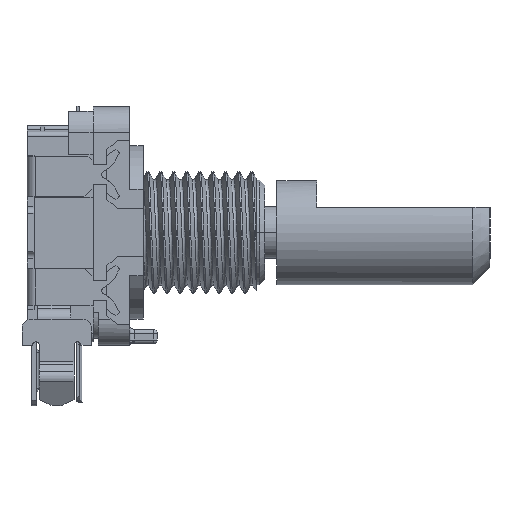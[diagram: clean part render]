
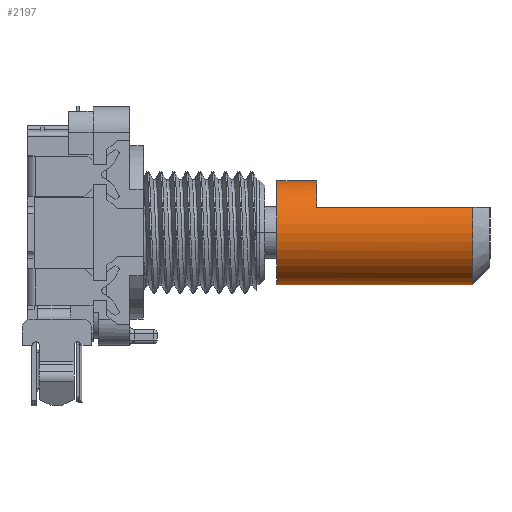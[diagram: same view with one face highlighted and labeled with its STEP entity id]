
A CAD part, left-side view. The second image highlights one B-rep face of the part: STEP entity #2197.
In plain terms, the highlighted cylindrical face has radius 3 mm (diameter 6 mm), a partial arc.
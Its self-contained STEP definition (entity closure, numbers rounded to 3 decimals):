
#431 = DIRECTION ( 'NONE',  ( 0., 0., -1. ) ) ;
#1352 = CARTESIAN_POINT ( 'NONE',  ( 0., -25.3, -6.5 ) ) ;
#2104 = AXIS2_PLACEMENT_3D ( 'NONE', #26686, #13593, #431 ) ;
#2148 = VECTOR ( 'NONE', #20911, 1000. ) ;
#2197 = ADVANCED_FACE ( 'NONE', ( #17630 ), #9175, .T. ) ;
#3581 = EDGE_CURVE ( 'NONE', #8492, #17346, #11951, .T. ) ;
#3625 = DIRECTION ( 'NONE',  ( 0., 0., 1. ) ) ;
#3656 = CARTESIAN_POINT ( 'NONE',  ( 0., -16.3, -9.5 ) ) ;
#3774 = DIRECTION ( 'NONE',  ( 0., 1., 0. ) ) ;
#5465 = DIRECTION ( 'NONE',  ( 0., -1., 0. ) ) ;
#5933 = CIRCLE ( 'NONE', #22711, 3. ) ;
#6629 = ORIENTED_EDGE ( 'NONE', *, *, #8037, .T. ) ;
#6958 = CARTESIAN_POINT ( 'NONE',  ( 0., -12., -6.5 ) ) ;
#7930 = VERTEX_POINT ( 'NONE', #16345 ) ;
#8037 = EDGE_CURVE ( 'NONE', #23527, #18693, #5933, .T. ) ;
#8492 = VERTEX_POINT ( 'NONE', #14641 ) ;
#9175 = CYLINDRICAL_SURFACE ( 'NONE', #24555, 3. ) ;
#9598 = VERTEX_POINT ( 'NONE', #9839 ) ;
#9839 = CARTESIAN_POINT ( 'NONE',  ( 2.626, -25.3, -7.95 ) ) ;
#11306 = DIRECTION ( 'NONE',  ( 0., -1., 0. ) ) ;
#11400 = CARTESIAN_POINT ( 'NONE',  ( 0., -12., -3.5 ) ) ;
#11867 = ORIENTED_EDGE ( 'NONE', *, *, #3581, .T. ) ;
#11951 = LINE ( 'NONE', #11400, #23557 ) ;
#12373 = CIRCLE ( 'NONE', #17232, 3. ) ;
#13593 = DIRECTION ( 'NONE',  ( 0., -1., 0. ) ) ;
#13990 = ORIENTED_EDGE ( 'NONE', *, *, #15904, .T. ) ;
#14063 = CARTESIAN_POINT ( 'NONE',  ( 2.626, -16.3, -7.95 ) ) ;
#14101 = ORIENTED_EDGE ( 'NONE', *, *, #21702, .T. ) ;
#14641 = CARTESIAN_POINT ( 'NONE',  ( 0., -14., -3.5 ) ) ;
#15904 = EDGE_CURVE ( 'NONE', #17346, #9598, #12373, .T. ) ;
#16307 = CARTESIAN_POINT ( 'NONE',  ( 2.626, -16.3, -7.95 ) ) ;
#16345 = CARTESIAN_POINT ( 'NONE',  ( 0., -14., -9.5 ) ) ;
#16562 = VECTOR ( 'NONE', #5465, 1000. ) ;
#16685 = DIRECTION ( 'NONE',  ( 0., 1., 0. ) ) ;
#16838 = CARTESIAN_POINT ( 'NONE',  ( 0., -16.3, -6.5 ) ) ;
#17232 = AXIS2_PLACEMENT_3D ( 'NONE', #1352, #16685, #3625 ) ;
#17276 = LINE ( 'NONE', #16307, #16562 ) ;
#17346 = VERTEX_POINT ( 'NONE', #26336 ) ;
#17630 = FACE_OUTER_BOUND ( 'NONE', #26415, .T. ) ;
#18693 = VERTEX_POINT ( 'NONE', #3656 ) ;
#18695 = CARTESIAN_POINT ( 'NONE',  ( 0., -12., -9.5 ) ) ;
#19025 = DIRECTION ( 'NONE',  ( 0., 0., 1. ) ) ;
#19642 = LINE ( 'NONE', #18695, #2148 ) ;
#20911 = DIRECTION ( 'NONE',  ( 0., -1., 0. ) ) ;
#21702 = EDGE_CURVE ( 'NONE', #7930, #8492, #25189, .T. ) ;
#22366 = DIRECTION ( 'NONE',  ( 0., 0., -1. ) ) ;
#22513 = EDGE_CURVE ( 'NONE', #23527, #9598, #17276, .T. ) ;
#22582 = EDGE_CURVE ( 'NONE', #7930, #18693, #19642, .T. ) ;
#22638 = ORIENTED_EDGE ( 'NONE', *, *, #22582, .F. ) ;
#22711 = AXIS2_PLACEMENT_3D ( 'NONE', #16838, #3774, #19025 ) ;
#23527 = VERTEX_POINT ( 'NONE', #14063 ) ;
#23557 = VECTOR ( 'NONE', #26657, 1000. ) ;
#24555 = AXIS2_PLACEMENT_3D ( 'NONE', #6958, #11306, #22366 ) ;
#25189 = CIRCLE ( 'NONE', #2104, 3. ) ;
#26336 = CARTESIAN_POINT ( 'NONE',  ( 0., -25.3, -3.5 ) ) ;
#26415 = EDGE_LOOP ( 'NONE', ( #14101, #11867, #13990, #27792, #6629, #22638 ) ) ;
#26657 = DIRECTION ( 'NONE',  ( 0., -1., 0. ) ) ;
#26686 = CARTESIAN_POINT ( 'NONE',  ( 0., -14., -6.5 ) ) ;
#27792 = ORIENTED_EDGE ( 'NONE', *, *, #22513, .F. ) ;
